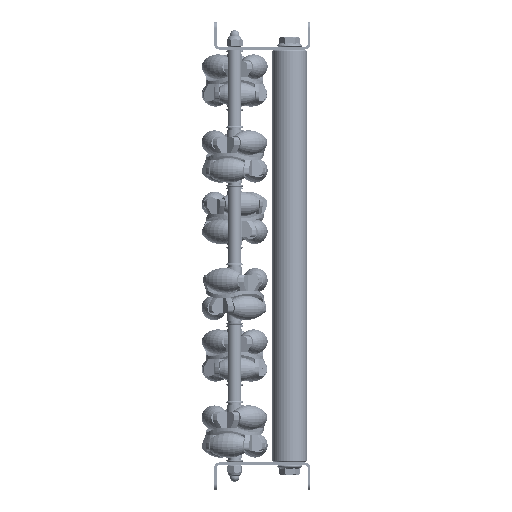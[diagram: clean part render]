
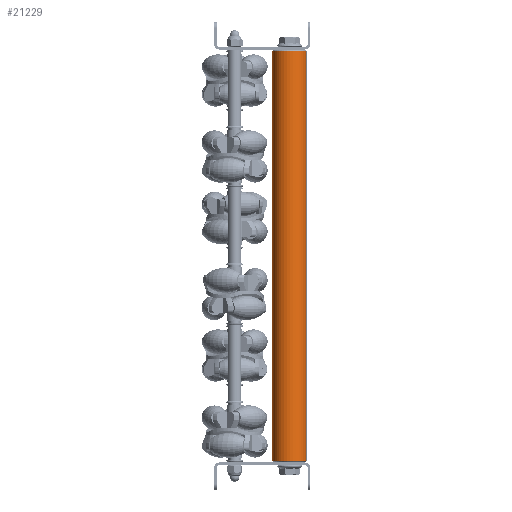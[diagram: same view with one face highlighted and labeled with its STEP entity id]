
A CAD part, left-side view. The second image highlights one B-rep face of the part: STEP entity #21229.
In plain terms, the highlighted cylindrical face has radius 12.5 mm (diameter 25 mm), a partial arc.
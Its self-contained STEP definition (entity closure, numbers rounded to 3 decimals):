
#709 = CARTESIAN_POINT ( 'NONE',  ( 300., 0., 0. ) ) ;
#4800 = DIRECTION ( 'NONE',  ( -1., 0., 0. ) ) ;
#4848 = CARTESIAN_POINT ( 'NONE',  ( 1., 0., -12.5 ) ) ;
#5215 = EDGE_CURVE ( 'NONE', #7770, #12417, #9851, .T. ) ;
#6068 = CARTESIAN_POINT ( 'NONE',  ( 299., 0., 12.5 ) ) ;
#6092 = DIRECTION ( 'NONE',  ( -1., 0., 0. ) ) ;
#6406 = LINE ( 'NONE', #21734, #26013 ) ;
#6491 = ORIENTED_EDGE ( 'NONE', *, *, #22586, .T. ) ;
#7447 = DIRECTION ( 'NONE',  ( 0., 0., 1. ) ) ;
#7770 = VERTEX_POINT ( 'NONE', #17658 ) ;
#9851 = CIRCLE ( 'NONE', #21037, 12.5 ) ;
#11201 = AXIS2_PLACEMENT_3D ( 'NONE', #709, #4800, #7447 ) ;
#11316 = LINE ( 'NONE', #13894, #22595 ) ;
#12188 = ORIENTED_EDGE ( 'NONE', *, *, #5215, .T. ) ;
#12417 = VERTEX_POINT ( 'NONE', #6068 ) ;
#12801 = CARTESIAN_POINT ( 'NONE',  ( 1., 0., 12.5 ) ) ;
#13834 = VERTEX_POINT ( 'NONE', #4848 ) ;
#13894 = CARTESIAN_POINT ( 'NONE',  ( 300., 0., 12.5 ) ) ;
#14389 = DIRECTION ( 'NONE',  ( 0., 0., -1. ) ) ;
#14715 = AXIS2_PLACEMENT_3D ( 'NONE', #25403, #25853, #14389 ) ;
#16667 = VERTEX_POINT ( 'NONE', #12801 ) ;
#17457 = DIRECTION ( 'NONE',  ( 0., 0., -1. ) ) ;
#17658 = CARTESIAN_POINT ( 'NONE',  ( 299., 0., -12.5 ) ) ;
#19284 = EDGE_LOOP ( 'NONE', ( #23251, #12188, #6491, #28823 ) ) ;
#21037 = AXIS2_PLACEMENT_3D ( 'NONE', #26569, #6092, #17457 ) ;
#21229 = ADVANCED_FACE ( 'NONE', ( #22787 ), #27480, .T. ) ;
#21734 = CARTESIAN_POINT ( 'NONE',  ( 300., 0., -12.5 ) ) ;
#22586 = EDGE_CURVE ( 'NONE', #12417, #16667, #11316, .T. ) ;
#22595 = VECTOR ( 'NONE', #22884, 1000. ) ;
#22787 = FACE_OUTER_BOUND ( 'NONE', #19284, .T. ) ;
#22884 = DIRECTION ( 'NONE',  ( -1., 0., 0. ) ) ;
#23251 = ORIENTED_EDGE ( 'NONE', *, *, #24720, .F. ) ;
#24588 = EDGE_CURVE ( 'NONE', #16667, #13834, #28807, .T. ) ;
#24720 = EDGE_CURVE ( 'NONE', #7770, #13834, #6406, .T. ) ;
#25403 = CARTESIAN_POINT ( 'NONE',  ( 1., 0., 0. ) ) ;
#25853 = DIRECTION ( 'NONE',  ( 1., 0., 0. ) ) ;
#26013 = VECTOR ( 'NONE', #26588, 1000. ) ;
#26569 = CARTESIAN_POINT ( 'NONE',  ( 299., 0., 0. ) ) ;
#26588 = DIRECTION ( 'NONE',  ( -1., 0., 0. ) ) ;
#27480 = CYLINDRICAL_SURFACE ( 'NONE', #11201, 12.5 ) ;
#28807 = CIRCLE ( 'NONE', #14715, 12.5 ) ;
#28823 = ORIENTED_EDGE ( 'NONE', *, *, #24588, .T. ) ;
